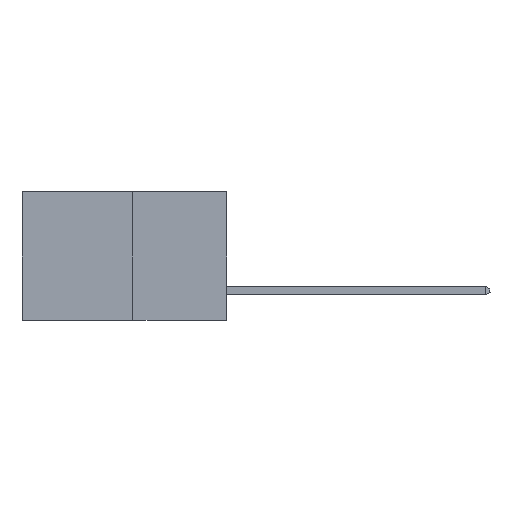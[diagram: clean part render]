
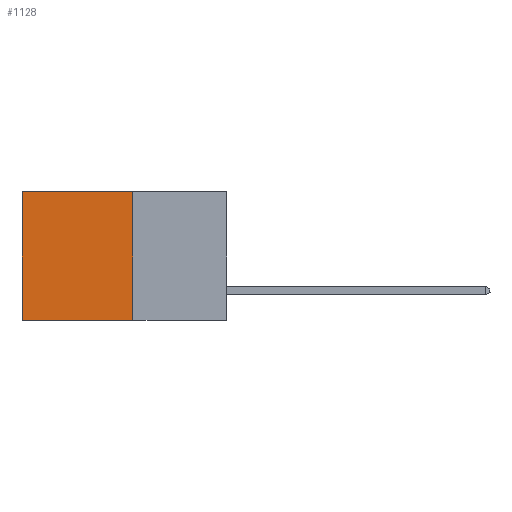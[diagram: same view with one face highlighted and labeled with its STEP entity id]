
A CAD part, left-side view. The second image highlights one B-rep face of the part: STEP entity #1128.
In plain terms, the highlighted planar face has unit normal (-1, 0, 0).
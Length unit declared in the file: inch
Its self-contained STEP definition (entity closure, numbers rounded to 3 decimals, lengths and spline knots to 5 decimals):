
#166 = DIRECTION ( 'NONE',  ( 1., 0., 0. ) ) ;
#243 = EDGE_CURVE ( 'NONE', #1318, #10814, #9955, .T. ) ;
#1017 = LINE ( 'NONE', #1338, #9159 ) ;
#1128 = ADVANCED_FACE ( 'NONE', ( #8858 ), #6143, .F. ) ;
#1144 = EDGE_CURVE ( 'NONE', #12030, #1318, #8310, .T. ) ;
#1318 = VERTEX_POINT ( 'NONE', #7504 ) ;
#1338 = CARTESIAN_POINT ( 'NONE',  ( 0.277, 0.59, -0.37 ) ) ;
#1343 = ORIENTED_EDGE ( 'NONE', *, *, #3956, .T. ) ;
#1679 = ORIENTED_EDGE ( 'NONE', *, *, #10546, .T. ) ;
#2171 = AXIS2_PLACEMENT_3D ( 'NONE', #5828, #166, #10825 ) ;
#2244 = CARTESIAN_POINT ( 'NONE',  ( 0.277, 0.59, 0. ) ) ;
#3095 = DIRECTION ( 'NONE',  ( 0., 1., 0. ) ) ;
#3564 = DIRECTION ( 'NONE',  ( 0., 0., -1. ) ) ;
#3956 = EDGE_CURVE ( 'NONE', #7508, #10814, #1017, .T. ) ;
#4551 = VECTOR ( 'NONE', #12184, 39.37008 ) ;
#5408 = CARTESIAN_POINT ( 'NONE',  ( 0.277, 0.27, -0.37 ) ) ;
#5635 = VECTOR ( 'NONE', #6633, 39.37008 ) ;
#5828 = CARTESIAN_POINT ( 'NONE',  ( 0.277, 0.27, -0.37 ) ) ;
#6143 = PLANE ( 'NONE',  #2171 ) ;
#6388 = ORIENTED_EDGE ( 'NONE', *, *, #243, .F. ) ;
#6580 = CARTESIAN_POINT ( 'NONE',  ( 0.277, 0.59, -0.37 ) ) ;
#6592 = CARTESIAN_POINT ( 'NONE',  ( 0.277, 0.27, -0.37 ) ) ;
#6633 = DIRECTION ( 'NONE',  ( 0., 0., -1. ) ) ;
#7504 = CARTESIAN_POINT ( 'NONE',  ( 0.277, 0.27, -0.37 ) ) ;
#7508 = VERTEX_POINT ( 'NONE', #2244 ) ;
#8310 = LINE ( 'NONE', #5408, #5635 ) ;
#8858 = FACE_OUTER_BOUND ( 'NONE', #8926, .T. ) ;
#8926 = EDGE_LOOP ( 'NONE', ( #1343, #6388, #10683, #1679 ) ) ;
#9159 = VECTOR ( 'NONE', #3564, 39.37008 ) ;
#9955 = LINE ( 'NONE', #6592, #4551 ) ;
#10546 = EDGE_CURVE ( 'NONE', #12030, #7508, #11757, .T. ) ;
#10683 = ORIENTED_EDGE ( 'NONE', *, *, #1144, .F. ) ;
#10814 = VERTEX_POINT ( 'NONE', #6580 ) ;
#10825 = DIRECTION ( 'NONE',  ( 0., 0., -1. ) ) ;
#10967 = CARTESIAN_POINT ( 'NONE',  ( 0.277, 0.27, 0. ) ) ;
#11757 = LINE ( 'NONE', #12590, #12016 ) ;
#12016 = VECTOR ( 'NONE', #3095, 39.37008 ) ;
#12030 = VERTEX_POINT ( 'NONE', #10967 ) ;
#12184 = DIRECTION ( 'NONE',  ( 0., 1., 0. ) ) ;
#12590 = CARTESIAN_POINT ( 'NONE',  ( 0.277, 0.27, 0. ) ) ;
